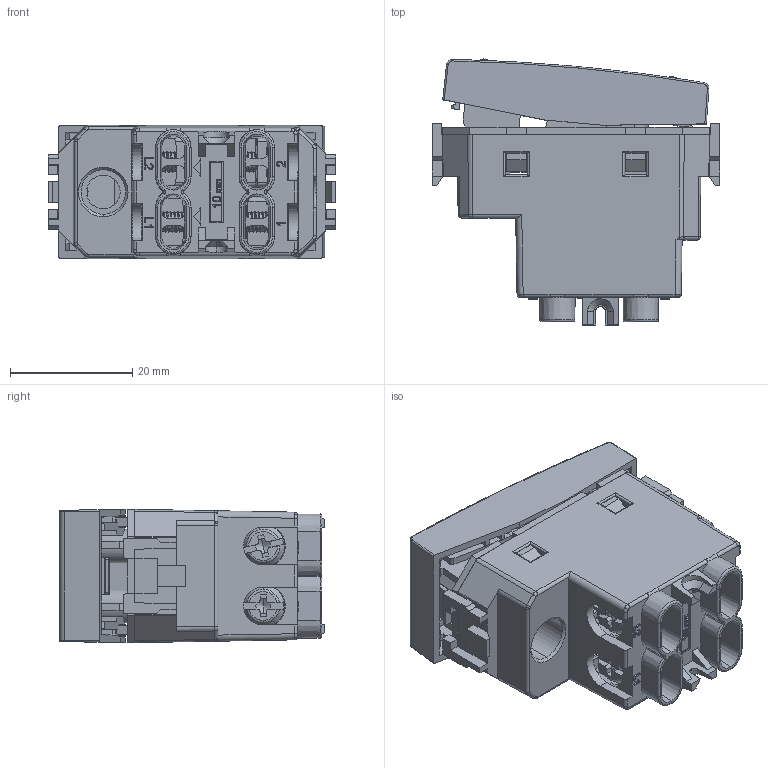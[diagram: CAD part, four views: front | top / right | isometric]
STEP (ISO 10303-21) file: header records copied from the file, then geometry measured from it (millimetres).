
FILE_DESCRIPTION (( 'STEP AP214' ), '1' );
FILE_NAME ('4BOX-REVERSING-SWITCH-LIGHT.STEP', '2024-08-23T01:37:50', ( '' ), ( '' ), 'SwSTEP 2.0', 'SolidWorks 2016', '' );
FILE_SCHEMA (( 'AUTOMOTIVE_DESIGN' ));
Length unit declared in the file: millimetre
Products named in the file (18): 4BOX换相开关底座-Light-20220720更新; 4BOX换相开关摆杆-20190305更新; 4BOX换相开关弹簧支架-20181017; 4BOX换向开关内部模块-20221108; 4BOX遙砃羲壽粟銅; 4BOX遙眈羲壽奻裔-20240424; 4BOX换相开关翘板-LIGHT-20220818更新; 4BOX遙砃賑聽粟銅; 4BOX遙眈羲壽唅聽-20181017; 4BOX-REVERSING-SWITCH-LIGHT; LK65雄揖萸; 4BOX遙眈羲壽揖萸褐2-20181015; 4BOX遙眈羲壽-盓殤褐2-20170817; M3.5X6-20181105; 羲壽賑聽-20181022; 4BOX遙眈羲壽揖萸褐1-20181015; LF40578换相开关跳板-20220514更新; LK40207050
Assembly tree (30 placements, depth 3):
  4BOX-REVERSING-SWITCH-LIGHT
    4BOX换相开关底座-Light-20220720更新
    4BOX换相开关翘板-LIGHT-20220818更新
    4BOX换向开关内部模块-20221108
      4BOX遙眈羲壽奻裔-20240424
      4BOX换相开关摆杆-20190305更新
      LF40578换相开关跳板-20220514更新  x2
      羲壽賑聽-20181022  x2
      4BOX遙砃賑聽粟銅  x2
      4BOX遙眈羲壽唅聽-20181017
      4BOX换相开关弹簧支架-20181017
      4BOX遙砃羲壽粟銅
      4BOX遙眈羲壽揖萸褐1-20181015
      LK40207050  x4
      M3.5X6-20181105  x4
      4BOX遙眈羲壽揖萸褐2-20181015
      4BOX遙眈羲壽-盓殤褐2-20170817  x2
      LK65雄揖萸  x4
Bounding box: 47 x 43.48 x 21.8 mm (x, y, z)
Volume: 15224.4 mm3; surface area: 27195.4 mm2
Topology: 29 solids, 31 shells, 2865 faces, 8035 edges, 5237 vertices
Faces by surface type: plane 1762, cylinder 646, bspline 243, cone 123, torus 77, sphere 14
Entity records: 90128 total; most frequent: CARTESIAN_POINT 34819, ORIENTED_EDGE 12224, DIRECTION 10235, EDGE_CURVE 6112, VECTOR 4223, LINE 4223, VERTEX_POINT 3982, AXIS2_PLACEMENT_3D 3006
